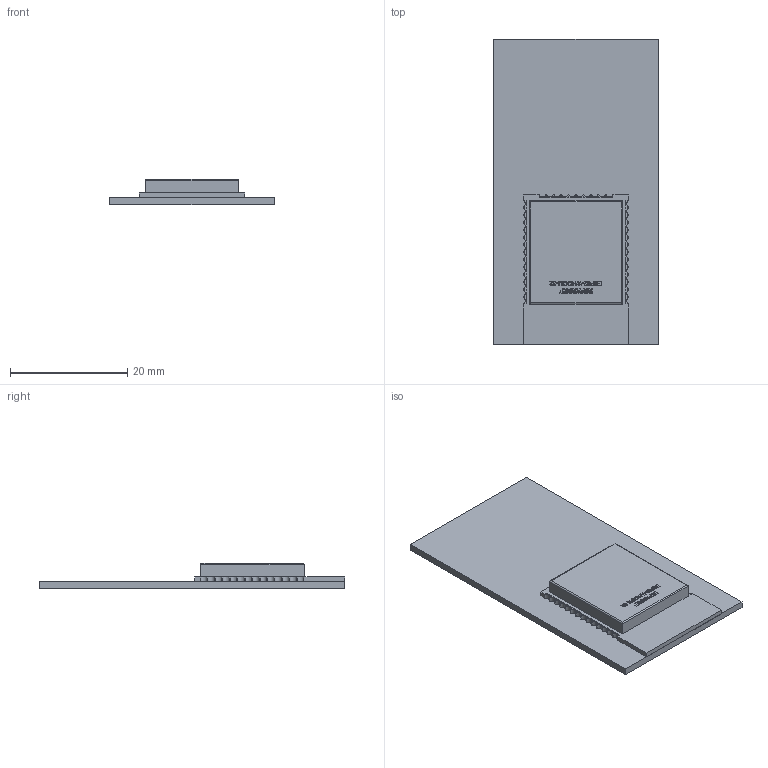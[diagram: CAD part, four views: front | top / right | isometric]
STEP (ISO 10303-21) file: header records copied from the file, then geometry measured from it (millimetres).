
FILE_DESCRIPTION(/* description */ (''),/* implementation_level */ '2;1');
FILE_NAME(/* name */ 'ESP32-Doit v2.step',/* time_stamp */ '2019-11-26T13:55:27-03:00',/* author */ (''),/* organization */ (''),/* preprocessor_version */ 'ST-DEVELOPER v18',/* originating_system */ 'Autodesk Translation Framework v8.12.0.6',/* authorisation */ '');
FILE_SCHEMA (('AUTOMOTIVE_DESIGN { 1 0 10303 214 3 1 1 }'));
Length unit declared in the file: millimetre
Products named in the file (3): ESP32-Doit; ESP32-WROOM; Pads
Assembly tree (2 placements, depth 3):
  ESP32-Doit
    ESP32-WROOM
      Pads
Bounding box: 28 x 52 x 4.3 mm (x, y, z)
Volume: 2744.5 mm3; surface area: 4257.3 mm2
Topology: 40 solids, 40 shells, 822 faces, 2132 edges, 1420 vertices
Faces by surface type: plane 418, bspline 324, cylinder 80
Entity records: 28043 total; most frequent: CARTESIAN_POINT 9888, ORIENTED_EDGE 4264, DIRECTION 2648, EDGE_CURVE 2132, VERTEX_POINT 1420, LINE 1328, VECTOR 1328, EDGE_LOOP 852
